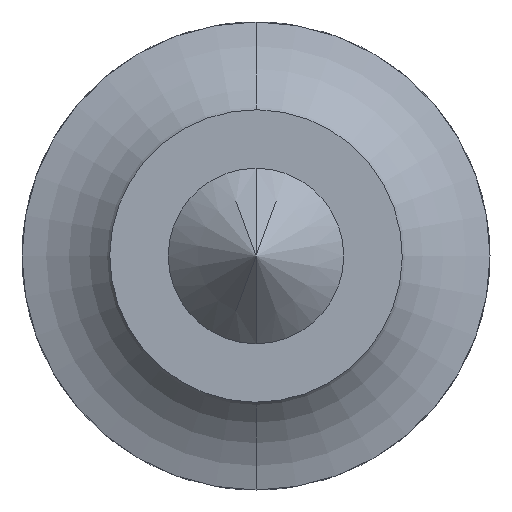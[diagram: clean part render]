
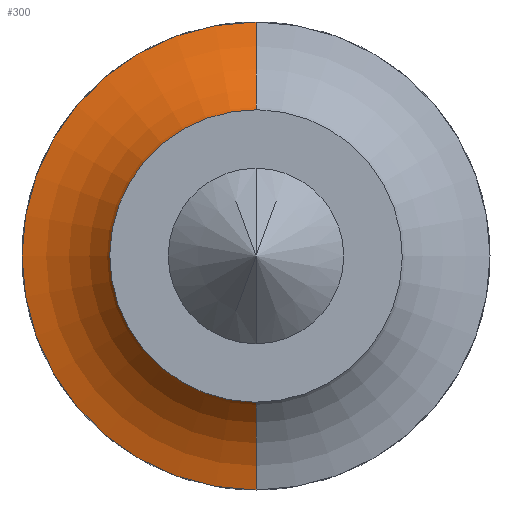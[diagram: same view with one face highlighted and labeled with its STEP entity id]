
A CAD part, front view. The second image highlights one B-rep face of the part: STEP entity #300.
In plain terms, the highlighted toroidal (fillet/blend) face has major radius 8.915 mm and minor radius 5 mm.
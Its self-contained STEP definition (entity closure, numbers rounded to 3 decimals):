
#4 = CARTESIAN_POINT ( 'NONE',  ( 0., 28.085, 8.915 ) ) ;
#6 = DIRECTION ( 'NONE',  ( 0., 0., 1. ) ) ;
#7 = DIRECTION ( 'NONE',  ( -1., 0., 0. ) ) ;
#8 = AXIS2_PLACEMENT_3D ( 'NONE', #4, #7, #6 ) ;
#38 = CIRCLE ( 'NONE', #8, 5. ) ;
#57 = DIRECTION ( 'NONE',  ( 0., 0., 1. ) ) ;
#58 = DIRECTION ( 'NONE',  ( 0., 1., 0. ) ) ;
#59 = CARTESIAN_POINT ( 'NONE',  ( 0., 29., 0. ) ) ;
#60 = AXIS2_PLACEMENT_3D ( 'NONE', #59, #58, #57 ) ;
#61 = CIRCLE ( 'NONE', #60, 4. ) ;
#291 = EDGE_CURVE ( 'NONE', #298, #295, #38, .T. ) ;
#292 = ORIENTED_EDGE ( 'NONE', *, *, #291, .F. ) ;
#293 = ORIENTED_EDGE ( 'NONE', *, *, #294, .T. ) ;
#294 = EDGE_CURVE ( 'NONE', #305, #295, #61, .T. ) ;
#295 = VERTEX_POINT ( 'NONE', #529 ) ;
#296 = EDGE_CURVE ( 'NONE', #297, #298, #528, .T. ) ;
#297 = VERTEX_POINT ( 'NONE', #523 ) ;
#298 = VERTEX_POINT ( 'NONE', #522 ) ;
#300 = ADVANCED_FACE ( 'NONE', ( #521 ), #518, .F. ) ;
#301 = ORIENTED_EDGE ( 'NONE', *, *, #296, .F. ) ;
#303 = ORIENTED_EDGE ( 'NONE', *, *, #324, .T. ) ;
#304 = EDGE_LOOP ( 'NONE', ( #301, #303, #293, #292 ) ) ;
#305 = VERTEX_POINT ( 'NONE', #519 ) ;
#324 = EDGE_CURVE ( 'NONE', #297, #305, #555, .T. ) ;
#515 = DIRECTION ( 'NONE',  ( 0., 0., 1. ) ) ;
#516 = DIRECTION ( 'NONE',  ( 0., 1., 0. ) ) ;
#517 = AXIS2_PLACEMENT_3D ( 'NONE', #520, #516, #515 ) ;
#518 = TOROIDAL_SURFACE ( 'NONE', #517, 8.915, 5. ) ;
#519 = CARTESIAN_POINT ( 'NONE',  ( 0., 29., -4. ) ) ;
#520 = CARTESIAN_POINT ( 'NONE',  ( 0., 28.085, 0. ) ) ;
#521 = FACE_OUTER_BOUND ( 'NONE', #304, .T. ) ;
#522 = CARTESIAN_POINT ( 'NONE',  ( 0., 33., 8. ) ) ;
#523 = CARTESIAN_POINT ( 'NONE',  ( 0., 33., -8. ) ) ;
#524 = DIRECTION ( 'NONE',  ( 0., 0., 1. ) ) ;
#525 = DIRECTION ( 'NONE',  ( 0., 1., 0. ) ) ;
#526 = CARTESIAN_POINT ( 'NONE',  ( 0., 33., 0. ) ) ;
#527 = AXIS2_PLACEMENT_3D ( 'NONE', #526, #525, #524 ) ;
#528 = CIRCLE ( 'NONE', #527, 8. ) ;
#529 = CARTESIAN_POINT ( 'NONE',  ( 0., 29., 4. ) ) ;
#551 = DIRECTION ( 'NONE',  ( 0., 0., -1. ) ) ;
#552 = DIRECTION ( 'NONE',  ( 1., 0., 0. ) ) ;
#553 = CARTESIAN_POINT ( 'NONE',  ( 0., 28.085, -8.915 ) ) ;
#554 = AXIS2_PLACEMENT_3D ( 'NONE', #553, #552, #551 ) ;
#555 = CIRCLE ( 'NONE', #554, 5. ) ;
